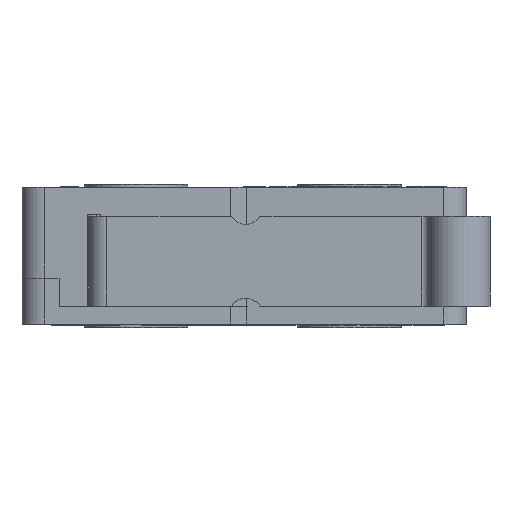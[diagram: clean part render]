
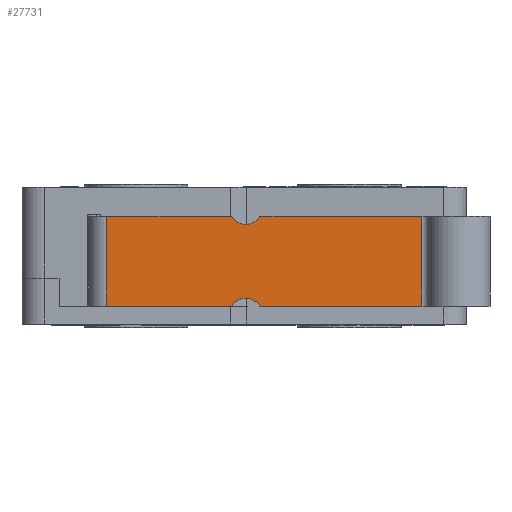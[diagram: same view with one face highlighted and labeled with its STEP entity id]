
A CAD part, top view. The second image highlights one B-rep face of the part: STEP entity #27731.
In plain terms, the highlighted face is planar.
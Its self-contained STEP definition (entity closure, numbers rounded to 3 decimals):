
#27423=CARTESIAN_POINT('',(6.216,-2.0,2.3));
#27424=VERTEX_POINT('',#27423);
#27440=CARTESIAN_POINT('',(7.484,-2.0,2.3));
#27441=VERTEX_POINT('',#27440);
#27448=CARTESIAN_POINT('',(6.85,-2.4,2.3));
#27449=DIRECTION('',(0.0,0.0,-1.0));
#27450=DIRECTION('',(1.0,0.0,0.0));
#27451=AXIS2_PLACEMENT_3D('',#27448,#27449,#27450);
#27452=CIRCLE('',#27451,0.75);
#27453=EDGE_CURVE('',#27424,#27441,#27452,.T.);
#27463=CARTESIAN_POINT('',(6.216,2.0,2.3));
#27464=VERTEX_POINT('',#27463);
#27473=CARTESIAN_POINT('',(7.484,2.0,2.3));
#27474=VERTEX_POINT('',#27473);
#27475=CARTESIAN_POINT('',(6.85,2.4,2.3));
#27476=DIRECTION('',(0.0,0.0,-1.0));
#27477=DIRECTION('',(1.0,0.0,0.0));
#27478=AXIS2_PLACEMENT_3D('',#27475,#27476,#27477);
#27479=CIRCLE('',#27478,0.75);
#27480=EDGE_CURVE('',#27474,#27464,#27479,.T.);
#27549=CARTESIAN_POINT('',(14.707,-2.0,2.3));
#27550=VERTEX_POINT('',#27549);
#27558=CARTESIAN_POINT('',(7.484,-2.0,2.3));
#27559=DIRECTION('',(1.0,0.0,0.0));
#27560=VECTOR('',#27559,7.222);
#27561=LINE('',#27558,#27560);
#27562=EDGE_CURVE('',#27441,#27550,#27561,.T.);
#27573=CARTESIAN_POINT('',(0.65,-2.0,2.3));
#27574=VERTEX_POINT('',#27573);
#27575=CARTESIAN_POINT('',(0.65,-2.0,2.3));
#27576=DIRECTION('',(1.0,0.0,0.0));
#27577=VECTOR('',#27576,5.566);
#27578=LINE('',#27575,#27577);
#27579=EDGE_CURVE('',#27574,#27424,#27578,.T.);
#27638=CARTESIAN_POINT('',(14.707,2.0,2.3));
#27639=VERTEX_POINT('',#27638);
#27640=CARTESIAN_POINT('',(14.707,2.0,2.3));
#27641=DIRECTION('',(-1.0,0.0,0.0));
#27642=VECTOR('',#27641,7.222);
#27643=LINE('',#27640,#27642);
#27644=EDGE_CURVE('',#27639,#27474,#27643,.T.);
#27699=CARTESIAN_POINT('',(14.707,0.0,2.3));
#27700=DIRECTION('',(0.0,0.0,1.0));
#27701=DIRECTION('',(1.0,0.0,0.0));
#27702=AXIS2_PLACEMENT_3D('',#27699,#27700,#27701);
#27703=PLANE('',#27702);
#27704=ORIENTED_EDGE('',*,*,#27453,.T.);
#27705=ORIENTED_EDGE('',*,*,#27562,.T.);
#27706=CARTESIAN_POINT('',(14.707,2.0,2.3));
#27707=DIRECTION('',(0.0,-1.0,0.0));
#27708=VECTOR('',#27707,4.0);
#27709=LINE('',#27706,#27708);
#27710=EDGE_CURVE('',#27639,#27550,#27709,.T.);
#27711=ORIENTED_EDGE('',*,*,#27710,.F.);
#27712=ORIENTED_EDGE('',*,*,#27644,.T.);
#27713=ORIENTED_EDGE('',*,*,#27480,.T.);
#27714=CARTESIAN_POINT('',(0.65,2.0,2.3));
#27715=VERTEX_POINT('',#27714);
#27716=CARTESIAN_POINT('',(6.216,2.0,2.3));
#27717=DIRECTION('',(-1.0,0.0,0.0));
#27718=VECTOR('',#27717,5.566);
#27719=LINE('',#27716,#27718);
#27720=EDGE_CURVE('',#27464,#27715,#27719,.T.);
#27721=ORIENTED_EDGE('',*,*,#27720,.T.);
#27722=CARTESIAN_POINT('',(0.65,2.0,2.3));
#27723=DIRECTION('',(0.0,-1.0,0.0));
#27724=VECTOR('',#27723,4.0);
#27725=LINE('',#27722,#27724);
#27726=EDGE_CURVE('',#27715,#27574,#27725,.T.);
#27727=ORIENTED_EDGE('',*,*,#27726,.T.);
#27728=ORIENTED_EDGE('',*,*,#27579,.T.);
#27729=EDGE_LOOP('',(#27704,#27705,#27711,#27712,#27713,#27721,#27727,#27728));
#27730=FACE_OUTER_BOUND('',#27729,.T.);
#27731=ADVANCED_FACE('',(#27730),#27703,.T.);
